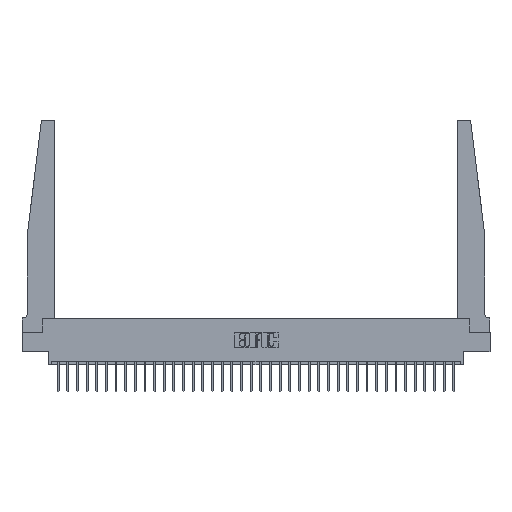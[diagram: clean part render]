
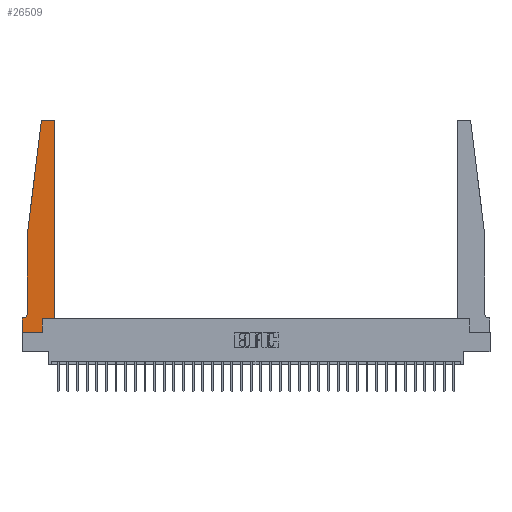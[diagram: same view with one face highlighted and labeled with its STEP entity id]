
A CAD part, top view. The second image highlights one B-rep face of the part: STEP entity #26509.
In plain terms, the highlighted planar face has unit normal (0, 0, 1).
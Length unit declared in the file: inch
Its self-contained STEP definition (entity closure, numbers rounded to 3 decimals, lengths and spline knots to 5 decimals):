
#918 = DIRECTION ( 'NONE',  ( 0., 0., 1. ) ) ;
#963 = CARTESIAN_POINT ( 'NONE',  ( 0.395, 2.72, 0.37 ) ) ;
#2186 = VECTOR ( 'NONE', #6706, 39.37008 ) ;
#2254 = EDGE_CURVE ( 'NONE', #29299, #17206, #11156, .T. ) ;
#3491 = DIRECTION ( 'NONE',  ( 1., 0., 0. ) ) ;
#3789 = ORIENTED_EDGE ( 'NONE', *, *, #7672, .T. ) ;
#3995 = DIRECTION ( 'NONE',  ( 1., 0., 0. ) ) ;
#4230 = CARTESIAN_POINT ( 'NONE',  ( 0.065, 1.25, 0.37 ) ) ;
#4442 = LINE ( 'NONE', #16039, #16948 ) ;
#4603 = AXIS2_PLACEMENT_3D ( 'NONE', #26853, #11905, #29370 ) ;
#5382 = CIRCLE ( 'NONE', #4603, 0.05 ) ;
#5472 = CARTESIAN_POINT ( 'NONE',  ( 0.015, 0.1875, 0.37 ) ) ;
#6486 = AXIS2_PLACEMENT_3D ( 'NONE', #24581, #9606, #27050 ) ;
#6706 = DIRECTION ( 'NONE',  ( -0.122, -0.992, 0. ) ) ;
#7083 = LINE ( 'NONE', #27335, #20420 ) ;
#7209 = CARTESIAN_POINT ( 'NONE',  ( 0.395, 2.75, 0.37 ) ) ;
#7672 = EDGE_CURVE ( 'NONE', #8200, #15994, #22136, .T. ) ;
#7693 = ORIENTED_EDGE ( 'NONE', *, *, #22546, .T. ) ;
#8200 = VERTEX_POINT ( 'NONE', #19128 ) ;
#8433 = FACE_OUTER_BOUND ( 'NONE', #29241, .T. ) ;
#8812 = CIRCLE ( 'NONE', #6486, 0.03 ) ;
#9022 = CARTESIAN_POINT ( 'NONE',  ( 0., 0., 0.37 ) ) ;
#9269 = ORIENTED_EDGE ( 'NONE', *, *, #15403, .T. ) ;
#9606 = DIRECTION ( 'NONE',  ( 0., 0., 1. ) ) ;
#9916 = CARTESIAN_POINT ( 'NONE',  ( 0.065, 0.1875, 0.37 ) ) ;
#10458 = ORIENTED_EDGE ( 'NONE', *, *, #28628, .T. ) ;
#10725 = CARTESIAN_POINT ( 'NONE',  ( 0.425, 0.18, 0.37 ) ) ;
#10833 = ORIENTED_EDGE ( 'NONE', *, *, #2254, .T. ) ;
#10853 = PLANE ( 'NONE',  #20926 ) ;
#11156 = LINE ( 'NONE', #25476, #17032 ) ;
#11312 = CARTESIAN_POINT ( 'NONE',  ( 0.065, 1.25, 0.37 ) ) ;
#11378 = CIRCLE ( 'NONE', #31327, 0.03 ) ;
#11573 = ORIENTED_EDGE ( 'NONE', *, *, #27165, .T. ) ;
#11905 = DIRECTION ( 'NONE',  ( 0., 0., -1. ) ) ;
#12379 = DIRECTION ( 'NONE',  ( 0., 1., 0. ) ) ;
#12422 = CARTESIAN_POINT ( 'NONE',  ( 0., 0., 0.37 ) ) ;
#12527 = VECTOR ( 'NONE', #27378, 39.37008 ) ;
#12998 = CARTESIAN_POINT ( 'NONE',  ( 0.065, 0.2375, 0.37 ) ) ;
#13356 = CARTESIAN_POINT ( 'NONE',  ( 0., 0.1875, 0.37 ) ) ;
#13373 = CARTESIAN_POINT ( 'NONE',  ( 0.27653, 2.75, 0.37 ) ) ;
#13791 = DIRECTION ( 'NONE',  ( 1., 0., 0. ) ) ;
#13847 = LINE ( 'NONE', #9022, #18941 ) ;
#14630 = VECTOR ( 'NONE', #18278, 39.37008 ) ;
#14722 = DIRECTION ( 'NONE',  ( 0., -1., 0. ) ) ;
#15403 = EDGE_CURVE ( 'NONE', #21528, #21512, #5382, .T. ) ;
#15917 = ORIENTED_EDGE ( 'NONE', *, *, #29840, .T. ) ;
#15994 = VERTEX_POINT ( 'NONE', #11312 ) ;
#16039 = CARTESIAN_POINT ( 'NONE',  ( 0.425, 0.18, 0.37 ) ) ;
#16948 = VECTOR ( 'NONE', #26082, 39.37008 ) ;
#17032 = VECTOR ( 'NONE', #18054, 39.37008 ) ;
#17094 = EDGE_CURVE ( 'NONE', #23116, #8200, #8812, .T. ) ;
#17138 = EDGE_CURVE ( 'NONE', #15994, #21528, #18203, .T. ) ;
#17206 = VERTEX_POINT ( 'NONE', #12422 ) ;
#17565 = EDGE_CURVE ( 'NONE', #17206, #23848, #13847, .T. ) ;
#17715 = CARTESIAN_POINT ( 'NONE',  ( 0., 0.1875, 0.37 ) ) ;
#18054 = DIRECTION ( 'NONE',  ( 0., -1., 0. ) ) ;
#18203 = LINE ( 'NONE', #29674, #32228 ) ;
#18278 = DIRECTION ( 'NONE',  ( -1., 0., 0. ) ) ;
#18424 = DIRECTION ( 'NONE',  ( 1., 0., 0. ) ) ;
#18438 = CARTESIAN_POINT ( 'NONE',  ( 0.2605, 0.18, 0.37 ) ) ;
#18469 = DIRECTION ( 'NONE',  ( 0., 0., 1. ) ) ;
#18514 = CARTESIAN_POINT ( 'NONE',  ( 0.2605, 0., 0.37 ) ) ;
#18941 = VECTOR ( 'NONE', #3995, 39.37008 ) ;
#19128 = CARTESIAN_POINT ( 'NONE',  ( 0.24675, 2.72367, 0.37 ) ) ;
#20420 = VECTOR ( 'NONE', #12379, 39.37008 ) ;
#20926 = AXIS2_PLACEMENT_3D ( 'NONE', #13356, #918, #18424 ) ;
#21288 = LINE ( 'NONE', #30687, #14630 ) ;
#21512 = VERTEX_POINT ( 'NONE', #5472 ) ;
#21528 = VERTEX_POINT ( 'NONE', #12998 ) ;
#22136 = LINE ( 'NONE', #4230, #2186 ) ;
#22546 = EDGE_CURVE ( 'NONE', #30804, #23523, #4442, .T. ) ;
#23094 = VERTEX_POINT ( 'NONE', #18438 ) ;
#23116 = VERTEX_POINT ( 'NONE', #13373 ) ;
#23523 = VERTEX_POINT ( 'NONE', #27332 ) ;
#23848 = VERTEX_POINT ( 'NONE', #18514 ) ;
#24216 = LINE ( 'NONE', #28748, #31601 ) ;
#24422 = EDGE_CURVE ( 'NONE', #23523, #25376, #11378, .T. ) ;
#24581 = CARTESIAN_POINT ( 'NONE',  ( 0.27653, 2.72, 0.37 ) ) ;
#25376 = VERTEX_POINT ( 'NONE', #7209 ) ;
#25476 = CARTESIAN_POINT ( 'NONE',  ( 0., 0., 0.37 ) ) ;
#25703 = ORIENTED_EDGE ( 'NONE', *, *, #17565, .T. ) ;
#26063 = ORIENTED_EDGE ( 'NONE', *, *, #24422, .T. ) ;
#26068 = ORIENTED_EDGE ( 'NONE', *, *, #17138, .T. ) ;
#26082 = DIRECTION ( 'NONE',  ( 0., 1., 0. ) ) ;
#26509 = ADVANCED_FACE ( 'NONE', ( #8433 ), #10853, .T. ) ;
#26853 = CARTESIAN_POINT ( 'NONE',  ( 0.015, 0.2375, 0.37 ) ) ;
#27050 = DIRECTION ( 'NONE',  ( 1., 0., 0. ) ) ;
#27165 = EDGE_CURVE ( 'NONE', #25376, #23116, #21288, .T. ) ;
#27332 = CARTESIAN_POINT ( 'NONE',  ( 0.425, 2.72, 0.37 ) ) ;
#27335 = CARTESIAN_POINT ( 'NONE',  ( 0.2605, 0.18, 0.37 ) ) ;
#27378 = DIRECTION ( 'NONE',  ( -1., 0., 0. ) ) ;
#28628 = EDGE_CURVE ( 'NONE', #23848, #23094, #7083, .T. ) ;
#28748 = CARTESIAN_POINT ( 'NONE',  ( 0.425, 0.18, 0.37 ) ) ;
#29241 = EDGE_LOOP ( 'NONE', ( #11573, #29561, #3789, #26068, #9269, #15917, #10833, #25703, #10458, #31167, #7693, #26063 ) ) ;
#29299 = VERTEX_POINT ( 'NONE', #17715 ) ;
#29370 = DIRECTION ( 'NONE',  ( -1., 0., 0. ) ) ;
#29561 = ORIENTED_EDGE ( 'NONE', *, *, #17094, .T. ) ;
#29674 = CARTESIAN_POINT ( 'NONE',  ( 0.065, 1.25, 0.37 ) ) ;
#29840 = EDGE_CURVE ( 'NONE', #21512, #29299, #31667, .T. ) ;
#30687 = CARTESIAN_POINT ( 'NONE',  ( 0.25, 2.75, 0.37 ) ) ;
#30804 = VERTEX_POINT ( 'NONE', #10725 ) ;
#30915 = EDGE_CURVE ( 'NONE', #23094, #30804, #24216, .T. ) ;
#31167 = ORIENTED_EDGE ( 'NONE', *, *, #30915, .T. ) ;
#31327 = AXIS2_PLACEMENT_3D ( 'NONE', #963, #18469, #3491 ) ;
#31601 = VECTOR ( 'NONE', #13791, 39.37008 ) ;
#31667 = LINE ( 'NONE', #9916, #12527 ) ;
#32228 = VECTOR ( 'NONE', #14722, 39.37008 ) ;
